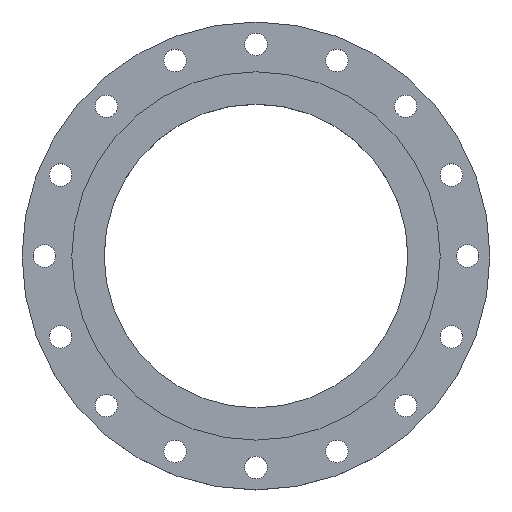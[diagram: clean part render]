
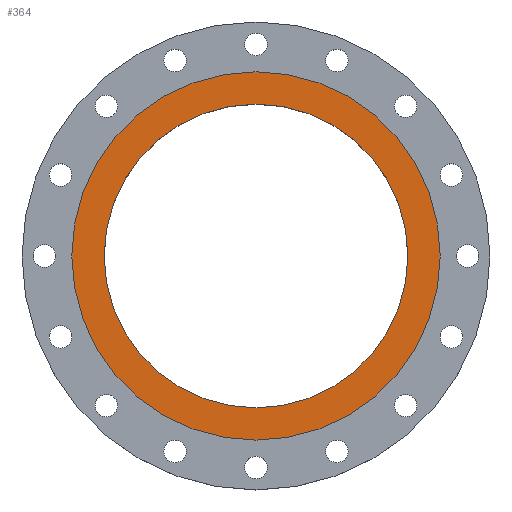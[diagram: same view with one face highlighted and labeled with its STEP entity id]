
A CAD part, top view. The second image highlights one B-rep face of the part: STEP entity #364.
In plain terms, the highlighted planar face has unit normal (0, 0, 1).
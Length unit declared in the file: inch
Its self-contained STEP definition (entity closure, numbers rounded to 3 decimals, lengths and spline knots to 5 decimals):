
#75 = DIRECTION ( 'NONE',  ( 1., 0., 0. ) ) ;
#108 = CARTESIAN_POINT ( 'NONE',  ( 9.25, 0., 0. ) ) ;
#145 = CARTESIAN_POINT ( 'NONE',  ( 7.625, 0., 0. ) ) ;
#154 = CIRCLE ( 'NONE', #1639, 7.625 ) ;
#178 = VERTEX_POINT ( 'NONE', #145 ) ;
#190 = DIRECTION ( 'NONE',  ( 1., 0., 0. ) ) ;
#192 = FACE_OUTER_BOUND ( 'NONE', #403, .T. ) ;
#220 = CARTESIAN_POINT ( 'NONE',  ( 0., 7.625, 0. ) ) ;
#329 = DIRECTION ( 'NONE',  ( -1., 0., 0. ) ) ;
#349 = DIRECTION ( 'NONE',  ( 0., 0., 1. ) ) ;
#364 = ADVANCED_FACE ( 'NONE', ( #727, #192 ), #1003, .F. ) ;
#396 = DIRECTION ( 'NONE',  ( 1., 0., 0. ) ) ;
#403 = EDGE_LOOP ( 'NONE', ( #1510, #578 ) ) ;
#446 = EDGE_CURVE ( 'NONE', #680, #1389, #806, .T. ) ;
#485 = AXIS2_PLACEMENT_3D ( 'NONE', #663, #1736, #396 ) ;
#528 = AXIS2_PLACEMENT_3D ( 'NONE', #1531, #1521, #75 ) ;
#578 = ORIENTED_EDGE ( 'NONE', *, *, #935, .T. ) ;
#631 = EDGE_LOOP ( 'NONE', ( #1719, #901 ) ) ;
#663 = CARTESIAN_POINT ( 'NONE',  ( 0., 0., 0. ) ) ;
#664 = AXIS2_PLACEMENT_3D ( 'NONE', #220, #1250, #329 ) ;
#680 = VERTEX_POINT ( 'NONE', #108 ) ;
#727 = FACE_BOUND ( 'NONE', #631, .T. ) ;
#806 = CIRCLE ( 'NONE', #528, 9.25 ) ;
#867 = CIRCLE ( 'NONE', #485, 7.625 ) ;
#901 = ORIENTED_EDGE ( 'NONE', *, *, #1618, .F. ) ;
#935 = EDGE_CURVE ( 'NONE', #1389, #680, #1617, .T. ) ;
#1003 = PLANE ( 'NONE',  #664 ) ;
#1014 = EDGE_CURVE ( 'NONE', #178, #1326, #154, .T. ) ;
#1123 = CARTESIAN_POINT ( 'NONE',  ( -9.25, 0., 0. ) ) ;
#1250 = DIRECTION ( 'NONE',  ( 0., 0., -1. ) ) ;
#1252 = CARTESIAN_POINT ( 'NONE',  ( -7.625, 0., 0. ) ) ;
#1284 = DIRECTION ( 'NONE',  ( 1., 0., 0. ) ) ;
#1296 = AXIS2_PLACEMENT_3D ( 'NONE', #1631, #1503, #190 ) ;
#1326 = VERTEX_POINT ( 'NONE', #1252 ) ;
#1389 = VERTEX_POINT ( 'NONE', #1123 ) ;
#1503 = DIRECTION ( 'NONE',  ( 0., 0., 1. ) ) ;
#1510 = ORIENTED_EDGE ( 'NONE', *, *, #446, .T. ) ;
#1521 = DIRECTION ( 'NONE',  ( 0., 0., 1. ) ) ;
#1531 = CARTESIAN_POINT ( 'NONE',  ( 0., 0., 0. ) ) ;
#1533 = CARTESIAN_POINT ( 'NONE',  ( 0., 0., 0. ) ) ;
#1617 = CIRCLE ( 'NONE', #1296, 9.25 ) ;
#1618 = EDGE_CURVE ( 'NONE', #1326, #178, #867, .T. ) ;
#1631 = CARTESIAN_POINT ( 'NONE',  ( 0., 0., 0. ) ) ;
#1639 = AXIS2_PLACEMENT_3D ( 'NONE', #1533, #349, #1284 ) ;
#1719 = ORIENTED_EDGE ( 'NONE', *, *, #1014, .F. ) ;
#1736 = DIRECTION ( 'NONE',  ( 0., 0., 1. ) ) ;
